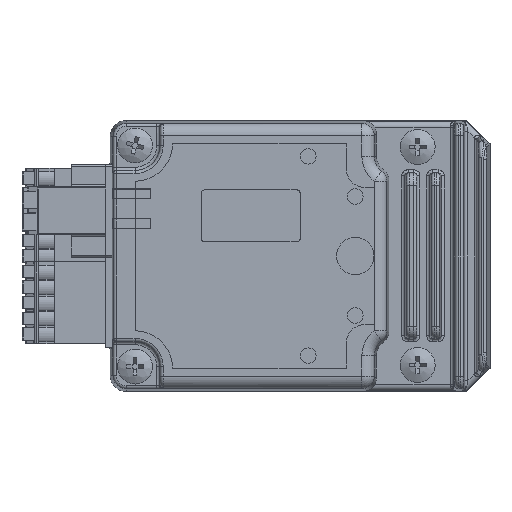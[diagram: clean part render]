
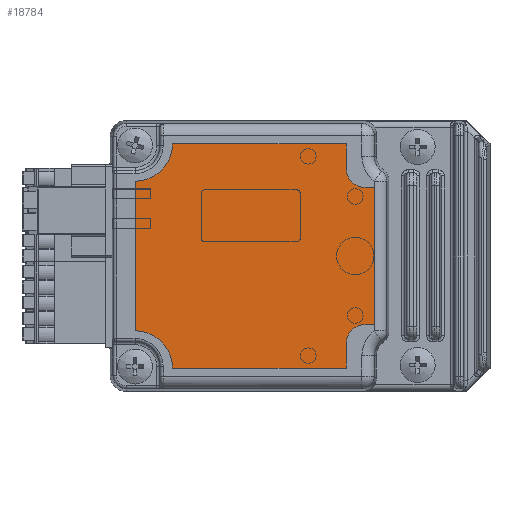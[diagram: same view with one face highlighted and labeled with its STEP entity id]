
A CAD part, left-side view. The second image highlights one B-rep face of the part: STEP entity #18784.
In plain terms, the highlighted face is planar.
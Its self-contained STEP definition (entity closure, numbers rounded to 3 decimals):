
#267 = EDGE_CURVE ( 'NONE', #118171, #21448, #10429, .T. ) ;
#2139 = DIRECTION ( 'NONE',  ( 0., 0., -1. ) ) ;
#2151 = ORIENTED_EDGE ( 'NONE', *, *, #81048, .F. ) ;
#3910 = EDGE_CURVE ( 'NONE', #62781, #30398, #67060, .T. ) ;
#6567 = DIRECTION ( 'NONE',  ( 1., 0., 0. ) ) ;
#8150 = VECTOR ( 'NONE', #71364, 1000. ) ;
#10042 = ORIENTED_EDGE ( 'NONE', *, *, #36303, .F. ) ;
#10332 = CARTESIAN_POINT ( 'NONE',  ( 0., 0., 0.1 ) ) ;
#10429 = LINE ( 'NONE', #85733, #92244 ) ;
#11229 = EDGE_CURVE ( 'NONE', #66896, #63918, #81277, .T. ) ;
#12155 = CARTESIAN_POINT ( 'NONE',  ( -14., 14.7, 0.1 ) ) ;
#14100 = ORIENTED_EDGE ( 'NONE', *, *, #46124, .F. ) ;
#14413 = DIRECTION ( 'NONE',  ( 1., 0., 0. ) ) ;
#15752 = CARTESIAN_POINT ( 'NONE',  ( -11., 19.2, 0.1 ) ) ;
#17083 = VECTOR ( 'NONE', #35044, 1000. ) ;
#17400 = CARTESIAN_POINT ( 'NONE',  ( -18., 19.2, 0.1 ) ) ;
#18427 = LINE ( 'NONE', #81131, #17083 ) ;
#18784 = ADVANCED_FACE ( 'NONE', ( #111487 ), #27951, .T. ) ;
#19176 = DIRECTION ( 'NONE',  ( 1., 0., 0. ) ) ;
#19625 = EDGE_CURVE ( 'NONE', #44298, #61230, #37403, .T. ) ;
#20063 = DIRECTION ( 'NONE',  ( 1., 0., 0. ) ) ;
#20794 = AXIS2_PLACEMENT_3D ( 'NONE', #111913, #2139, #93926 ) ;
#21000 = DIRECTION ( 'NONE',  ( 1., 0., 0. ) ) ;
#21032 = DIRECTION ( 'NONE',  ( 0., -1., 0. ) ) ;
#21352 = VECTOR ( 'NONE', #54640, 1000. ) ;
#21430 = ORIENTED_EDGE ( 'NONE', *, *, #81326, .T. ) ;
#21448 = VERTEX_POINT ( 'NONE', #104621 ) ;
#22905 = ORIENTED_EDGE ( 'NONE', *, *, #267, .F. ) ;
#23068 = EDGE_CURVE ( 'NONE', #44298, #75936, #47096, .T. ) ;
#23427 = CARTESIAN_POINT ( 'NONE',  ( -12., -19.2, 0.1 ) ) ;
#27951 = PLANE ( 'NONE',  #83301 ) ;
#29401 = CARTESIAN_POINT ( 'NONE',  ( 18., -19.2, 0.1 ) ) ;
#29471 = CARTESIAN_POINT ( 'NONE',  ( -18., -13.2, 0.1 ) ) ;
#29854 = CARTESIAN_POINT ( 'NONE',  ( 11., 19.2, 0.1 ) ) ;
#30357 = CIRCLE ( 'NONE', #67556, 3. ) ;
#30398 = VERTEX_POINT ( 'NONE', #12155 ) ;
#31635 = EDGE_CURVE ( 'NONE', #118171, #61230, #30357, .T. ) ;
#35044 = DIRECTION ( 'NONE',  ( 0., 1., 0. ) ) ;
#36303 = EDGE_CURVE ( 'NONE', #66896, #30398, #48181, .T. ) ;
#37403 = LINE ( 'NONE', #29854, #107721 ) ;
#37635 = CARTESIAN_POINT ( 'NONE',  ( -18., 14.7, 0.1 ) ) ;
#39109 = AXIS2_PLACEMENT_3D ( 'NONE', #115708, #87776, #14413 ) ;
#44298 = VERTEX_POINT ( 'NONE', #56785 ) ;
#44498 = DIRECTION ( 'NONE',  ( 0., 1., 0. ) ) ;
#46124 = EDGE_CURVE ( 'NONE', #77364, #57676, #69240, .T. ) ;
#46768 = CARTESIAN_POINT ( 'NONE',  ( 12., -19.2, 0.1 ) ) ;
#47096 = LINE ( 'NONE', #17400, #21352 ) ;
#48007 = CARTESIAN_POINT ( 'NONE',  ( 14., 17.7, 0.1 ) ) ;
#48181 = LINE ( 'NONE', #37635, #68369 ) ;
#51612 = EDGE_LOOP ( 'NONE', ( #14100, #21430, #22905, #91277, #111025, #113094, #2151, #110401, #10042, #115521, #79960, #74009 ) ) ;
#54640 = DIRECTION ( 'NONE',  ( -1., 0., 0. ) ) ;
#56785 = CARTESIAN_POINT ( 'NONE',  ( 11., 19.2, 0.1 ) ) ;
#57676 = VERTEX_POINT ( 'NONE', #46768 ) ;
#61230 = VERTEX_POINT ( 'NONE', #91334 ) ;
#62781 = VERTEX_POINT ( 'NONE', #84603 ) ;
#63145 = CARTESIAN_POINT ( 'NONE',  ( 18., -13.2, 0.1 ) ) ;
#63695 = CARTESIAN_POINT ( 'NONE',  ( -18., 19.2, 0.1 ) ) ;
#63872 = CARTESIAN_POINT ( 'NONE',  ( 14., 14.7, 0.1 ) ) ;
#63918 = VERTEX_POINT ( 'NONE', #29471 ) ;
#66896 = VERTEX_POINT ( 'NONE', #77502 ) ;
#67060 = CIRCLE ( 'NONE', #20794, 3. ) ;
#67556 = AXIS2_PLACEMENT_3D ( 'NONE', #48007, #102905, #19176 ) ;
#68369 = VECTOR ( 'NONE', #20063, 1000. ) ;
#68568 = CIRCLE ( 'NONE', #39109, 6. ) ;
#69240 = CIRCLE ( 'NONE', #115715, 6. ) ;
#71364 = DIRECTION ( 'NONE',  ( 0., -1., 0. ) ) ;
#74009 = ORIENTED_EDGE ( 'NONE', *, *, #106167, .T. ) ;
#75493 = DIRECTION ( 'NONE',  ( 0., 0., 1. ) ) ;
#75936 = VERTEX_POINT ( 'NONE', #15752 ) ;
#76413 = EDGE_CURVE ( 'NONE', #105653, #63918, #68568, .T. ) ;
#77364 = VERTEX_POINT ( 'NONE', #63145 ) ;
#77502 = CARTESIAN_POINT ( 'NONE',  ( -18., 14.7, 0.1 ) ) ;
#79960 = ORIENTED_EDGE ( 'NONE', *, *, #76413, .F. ) ;
#81048 = EDGE_CURVE ( 'NONE', #62781, #75936, #18427, .T. ) ;
#81131 = CARTESIAN_POINT ( 'NONE',  ( -11., 19.2, 0.1 ) ) ;
#81277 = LINE ( 'NONE', #63695, #8150 ) ;
#81326 = EDGE_CURVE ( 'NONE', #77364, #21448, #117262, .T. ) ;
#83301 = AXIS2_PLACEMENT_3D ( 'NONE', #10332, #101273, #92521 ) ;
#84603 = CARTESIAN_POINT ( 'NONE',  ( -11., 17.7, 0.1 ) ) ;
#85733 = CARTESIAN_POINT ( 'NONE',  ( 18., 14.7, 0.1 ) ) ;
#87756 = VECTOR ( 'NONE', #6567, 1000. ) ;
#87776 = DIRECTION ( 'NONE',  ( 0., 0., 1. ) ) ;
#89126 = LINE ( 'NONE', #108276, #87756 ) ;
#90215 = CARTESIAN_POINT ( 'NONE',  ( 18., 19.2, 0.1 ) ) ;
#91277 = ORIENTED_EDGE ( 'NONE', *, *, #31635, .T. ) ;
#91334 = CARTESIAN_POINT ( 'NONE',  ( 11., 17.7, 0.1 ) ) ;
#92244 = VECTOR ( 'NONE', #112161, 1000. ) ;
#92521 = DIRECTION ( 'NONE',  ( 1., 0., 0. ) ) ;
#93926 = DIRECTION ( 'NONE',  ( 1., 0., 0. ) ) ;
#101273 = DIRECTION ( 'NONE',  ( 0., 0., 1. ) ) ;
#102905 = DIRECTION ( 'NONE',  ( 0., 0., -1. ) ) ;
#104621 = CARTESIAN_POINT ( 'NONE',  ( 18., 14.7, 0.1 ) ) ;
#105653 = VERTEX_POINT ( 'NONE', #23427 ) ;
#106167 = EDGE_CURVE ( 'NONE', #105653, #57676, #89126, .T. ) ;
#107721 = VECTOR ( 'NONE', #21032, 1000. ) ;
#108276 = CARTESIAN_POINT ( 'NONE',  ( -18., -19.2, 0.1 ) ) ;
#108655 = VECTOR ( 'NONE', #44498, 1000. ) ;
#110401 = ORIENTED_EDGE ( 'NONE', *, *, #3910, .T. ) ;
#111025 = ORIENTED_EDGE ( 'NONE', *, *, #19625, .F. ) ;
#111487 = FACE_OUTER_BOUND ( 'NONE', #51612, .T. ) ;
#111913 = CARTESIAN_POINT ( 'NONE',  ( -14., 17.7, 0.1 ) ) ;
#112161 = DIRECTION ( 'NONE',  ( 1., 0., 0. ) ) ;
#113094 = ORIENTED_EDGE ( 'NONE', *, *, #23068, .T. ) ;
#115521 = ORIENTED_EDGE ( 'NONE', *, *, #11229, .T. ) ;
#115708 = CARTESIAN_POINT ( 'NONE',  ( -18., -19.2, 0.1 ) ) ;
#115715 = AXIS2_PLACEMENT_3D ( 'NONE', #29401, #75493, #21000 ) ;
#117262 = LINE ( 'NONE', #90215, #108655 ) ;
#118171 = VERTEX_POINT ( 'NONE', #63872 ) ;
